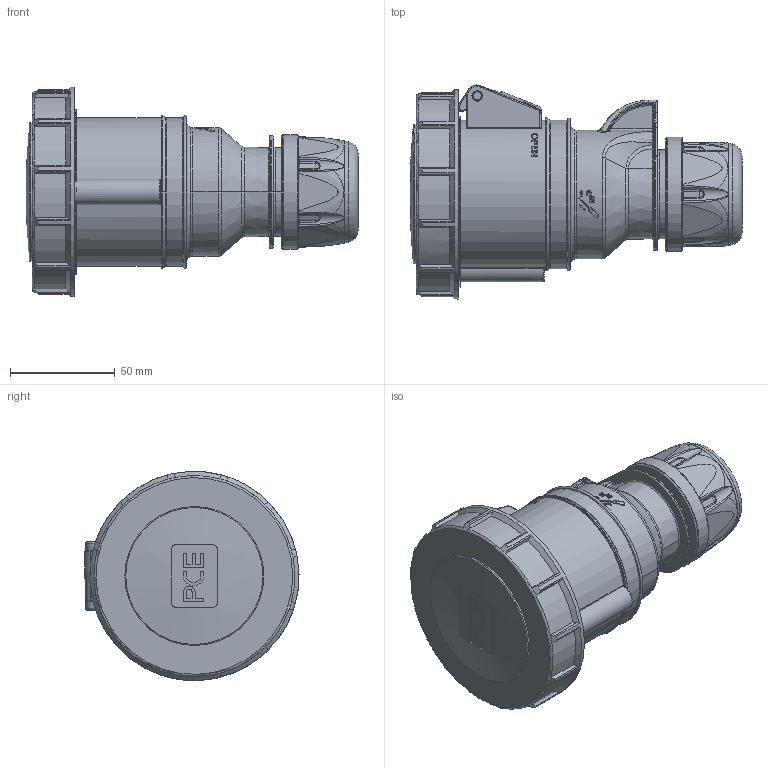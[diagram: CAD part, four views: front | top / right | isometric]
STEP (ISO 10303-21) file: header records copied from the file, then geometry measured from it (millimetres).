
FILE_DESCRIPTION (( 'STEP AP203' ), '1' );
FILE_NAME ('2252-6.STEP', '2017-11-23T10:14:48', ( '' ), ( '' ), 'SwSTEP 2.0', 'SolidWorks 2016', '' );
FILE_SCHEMA (( 'CONFIG_CONTROL_DESIGN' ));
Length unit declared in the file: millimetre
Products named in the file (1): 2252-6
Bounding box: 158.6 x 102.24 x 99.98 mm (x, y, z)
Volume: 566159.7 mm3; surface area: 53056.3 mm2
Topology: 1 solids, 1 shells, 825 faces, 2068 edges, 1268 vertices
Faces by surface type: plane 256, bspline 237, cylinder 172, torus 91, cone 56, sphere 13
Full cylindrical faces by diameter (mm): 5 x2, 54.6 x1, 66.4 x1, 71 x2, 100 x1
Entity records: 34097 total; most frequent: CARTESIAN_POINT 16608, ORIENTED_EDGE 4040, DIRECTION 3076, EDGE_CURVE 2020, VERTEX_POINT 1252, AXIS2_PLACEMENT_3D 1201, EDGE_LOOP 882, FACE_OUTER_BOUND 847
